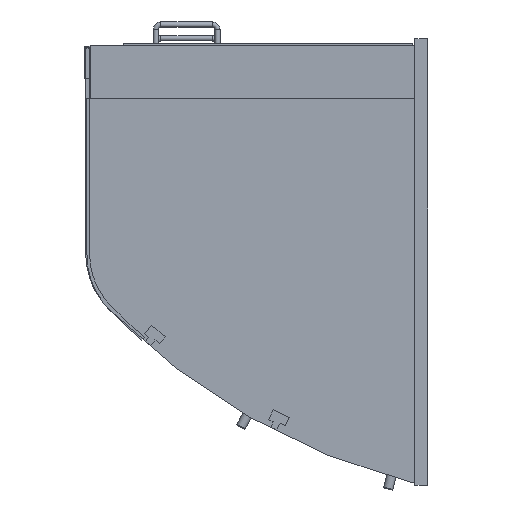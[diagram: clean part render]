
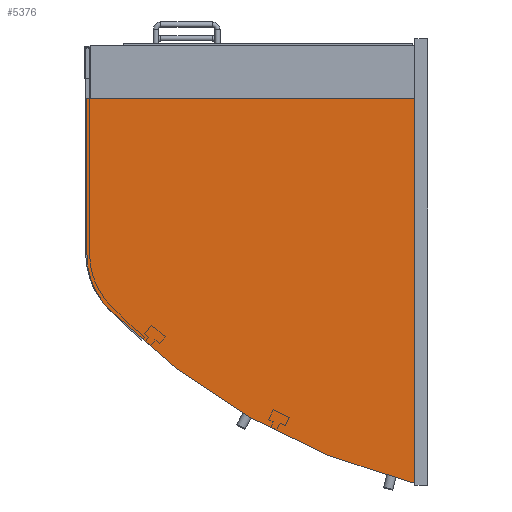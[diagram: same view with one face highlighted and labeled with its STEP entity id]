
A CAD part, left-side view. The second image highlights one B-rep face of the part: STEP entity #5376.
In plain terms, the highlighted planar face has unit normal (-1, 0, 0).
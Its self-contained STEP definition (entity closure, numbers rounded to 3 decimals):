
#68=CIRCLE('',#5810,123.);
#70=CIRCLE('',#5813,1022.);
#72=CIRCLE('',#5816,3.);
#534=FACE_OUTER_BOUND('',#871,.T.);
#871=EDGE_LOOP('',(#4045,#4046,#4047,#4048,#4049,#4050));
#1327=LINE('',#8431,#1879);
#1331=LINE('',#8439,#1883);
#1334=LINE('',#8445,#1886);
#1879=VECTOR('',#6745,10.);
#1883=VECTOR('',#6751,10.);
#1886=VECTOR('',#6756,10.);
#2377=VERTEX_POINT('',#8429);
#2378=VERTEX_POINT('',#8430);
#2381=VERTEX_POINT('',#8438);
#2383=VERTEX_POINT('',#8444);
#2385=VERTEX_POINT('',#8450);
#2387=VERTEX_POINT('',#8456);
#2985=EDGE_CURVE('',#2377,#2378,#1327,.T.);
#2989=EDGE_CURVE('',#2378,#2381,#1331,.T.);
#2992=EDGE_CURVE('',#2381,#2383,#1334,.T.);
#2995=EDGE_CURVE('',#2383,#2385,#68,.T.);
#2998=EDGE_CURVE('',#2385,#2387,#70,.T.);
#3001=EDGE_CURVE('',#2387,#2377,#72,.T.);
#4045=ORIENTED_EDGE('',*,*,#3001,.T.);
#4046=ORIENTED_EDGE('',*,*,#2985,.T.);
#4047=ORIENTED_EDGE('',*,*,#2989,.T.);
#4048=ORIENTED_EDGE('',*,*,#2992,.T.);
#4049=ORIENTED_EDGE('',*,*,#2995,.T.);
#4050=ORIENTED_EDGE('',*,*,#2998,.T.);
#5112=PLANE('',#5818);
#5376=ADVANCED_FACE('',(#534),#5112,.T.);
#5810=AXIS2_PLACEMENT_3D('',#8451,#6761,#6762);
#5813=AXIS2_PLACEMENT_3D('',#8457,#6768,#6769);
#5816=AXIS2_PLACEMENT_3D('',#8462,#6775,#6776);
#5818=AXIS2_PLACEMENT_3D('',#8464,#6779,#6780);
#6745=DIRECTION('',(0.,0.,1.));
#6751=DIRECTION('',(0.,1.,0.));
#6756=DIRECTION('',(0.,0.,-1.));
#6761=DIRECTION('center_axis',(-1.,0.,0.));
#6762=DIRECTION('ref_axis',(0.,1.,0.));
#6768=DIRECTION('center_axis',(-1.,0.,0.));
#6769=DIRECTION('ref_axis',(0.,0.708,-0.707));
#6775=DIRECTION('center_axis',(-1.,0.,0.));
#6776=DIRECTION('ref_axis',(0.,0.248,-0.969));
#6779=DIRECTION('center_axis',(-1.,0.,0.));
#6780=DIRECTION('ref_axis',(0.,0.,1.));
#8429=CARTESIAN_POINT('',(-880.5,0.,-340.645));
#8430=CARTESIAN_POINT('',(-880.5,0.,254.5));
#8431=CARTESIAN_POINT('',(-880.5,0.,-347.5));
#8438=CARTESIAN_POINT('',(-880.5,510.,254.5));
#8439=CARTESIAN_POINT('',(-880.5,0.,254.5));
#8444=CARTESIAN_POINT('',(-880.5,510.,11.5));
#8445=CARTESIAN_POINT('',(-880.5,510.,254.5));
#8450=CARTESIAN_POINT('',(-880.5,474.049,-75.4));
#8451=CARTESIAN_POINT('Origin',(-880.5,387.,11.5));
#8456=CARTESIAN_POINT('',(-880.5,3.743,-343.551));
#8457=CARTESIAN_POINT('Origin',(-880.5,-249.233,646.644));
#8462=CARTESIAN_POINT('Origin',(-880.5,3.,-340.645));
#8464=CARTESIAN_POINT('Origin',(-880.5,255.,-44.572));
